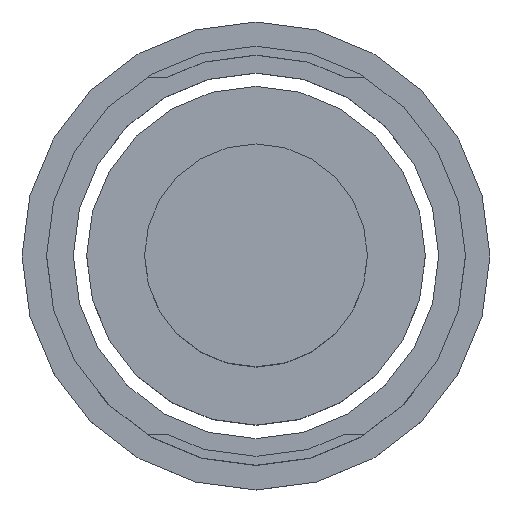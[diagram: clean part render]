
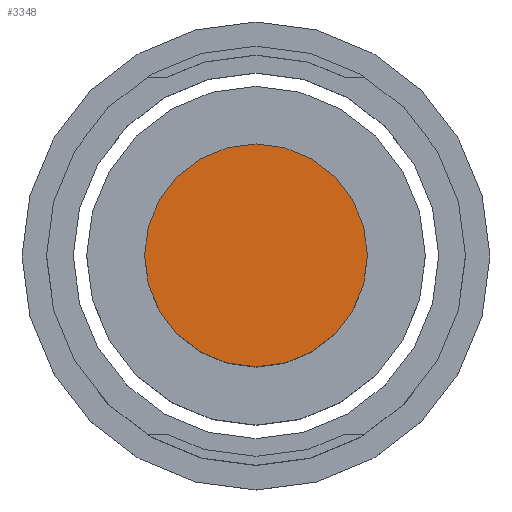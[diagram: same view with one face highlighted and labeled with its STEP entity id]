
A CAD part, top view. The second image highlights one B-rep face of the part: STEP entity #3348.
In plain terms, the highlighted planar face has unit normal (0, 0, 1).
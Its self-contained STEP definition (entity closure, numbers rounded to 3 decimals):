
#162=FACE_OUTER_BOUND('',#332,.T.);
#332=EDGE_LOOP('',(#2923,#2924,#2925,#2926,#2927,#2928,#2929,#2930,#2931,
#2932,#2933,#2934,#2935,#2936,#2937,#2938,#2939,#2940,#2941,#2942,#2943,
#2944,#2945,#2946));
#783=LINE('',#5230,#1257);
#784=LINE('',#5232,#1258);
#785=LINE('',#5234,#1259);
#786=LINE('',#5236,#1260);
#787=LINE('',#5238,#1261);
#788=LINE('',#5240,#1262);
#789=LINE('',#5242,#1263);
#790=LINE('',#5244,#1264);
#791=LINE('',#5246,#1265);
#792=LINE('',#5248,#1266);
#793=LINE('',#5250,#1267);
#794=LINE('',#5252,#1268);
#795=LINE('',#5254,#1269);
#796=LINE('',#5256,#1270);
#797=LINE('',#5258,#1271);
#798=LINE('',#5260,#1272);
#799=LINE('',#5262,#1273);
#800=LINE('',#5264,#1274);
#801=LINE('',#5266,#1275);
#802=LINE('',#5268,#1276);
#803=LINE('',#5270,#1277);
#804=LINE('',#5272,#1278);
#805=LINE('',#5274,#1279);
#806=LINE('',#5275,#1280);
#1257=VECTOR('',#4272,50.);
#1258=VECTOR('',#4273,50.);
#1259=VECTOR('',#4274,50.);
#1260=VECTOR('',#4275,50.);
#1261=VECTOR('',#4276,50.);
#1262=VECTOR('',#4277,50.);
#1263=VECTOR('',#4278,50.);
#1264=VECTOR('',#4279,50.);
#1265=VECTOR('',#4280,50.);
#1266=VECTOR('',#4281,50.);
#1267=VECTOR('',#4282,50.);
#1268=VECTOR('',#4283,50.);
#1269=VECTOR('',#4284,50.);
#1270=VECTOR('',#4285,50.);
#1271=VECTOR('',#4286,50.);
#1272=VECTOR('',#4287,50.);
#1273=VECTOR('',#4288,50.);
#1274=VECTOR('',#4289,50.);
#1275=VECTOR('',#4290,50.);
#1276=VECTOR('',#4291,50.);
#1277=VECTOR('',#4292,50.);
#1278=VECTOR('',#4293,50.);
#1279=VECTOR('',#4294,50.);
#1280=VECTOR('',#4295,50.);
#1597=VERTEX_POINT('',#5228);
#1598=VERTEX_POINT('',#5229);
#1599=VERTEX_POINT('',#5231);
#1600=VERTEX_POINT('',#5233);
#1601=VERTEX_POINT('',#5235);
#1602=VERTEX_POINT('',#5237);
#1603=VERTEX_POINT('',#5239);
#1604=VERTEX_POINT('',#5241);
#1605=VERTEX_POINT('',#5243);
#1606=VERTEX_POINT('',#5245);
#1607=VERTEX_POINT('',#5247);
#1608=VERTEX_POINT('',#5249);
#1609=VERTEX_POINT('',#5251);
#1610=VERTEX_POINT('',#5253);
#1611=VERTEX_POINT('',#5255);
#1612=VERTEX_POINT('',#5257);
#1613=VERTEX_POINT('',#5259);
#1614=VERTEX_POINT('',#5261);
#1615=VERTEX_POINT('',#5263);
#1616=VERTEX_POINT('',#5265);
#1617=VERTEX_POINT('',#5267);
#1618=VERTEX_POINT('',#5269);
#1619=VERTEX_POINT('',#5271);
#1620=VERTEX_POINT('',#5273);
#2047=EDGE_CURVE('',#1597,#1598,#783,.T.);
#2048=EDGE_CURVE('',#1599,#1597,#784,.T.);
#2049=EDGE_CURVE('',#1600,#1599,#785,.T.);
#2050=EDGE_CURVE('',#1601,#1600,#786,.T.);
#2051=EDGE_CURVE('',#1602,#1601,#787,.T.);
#2052=EDGE_CURVE('',#1603,#1602,#788,.T.);
#2053=EDGE_CURVE('',#1604,#1603,#789,.T.);
#2054=EDGE_CURVE('',#1605,#1604,#790,.T.);
#2055=EDGE_CURVE('',#1606,#1605,#791,.T.);
#2056=EDGE_CURVE('',#1607,#1606,#792,.T.);
#2057=EDGE_CURVE('',#1608,#1607,#793,.T.);
#2058=EDGE_CURVE('',#1609,#1608,#794,.T.);
#2059=EDGE_CURVE('',#1610,#1609,#795,.T.);
#2060=EDGE_CURVE('',#1611,#1610,#796,.T.);
#2061=EDGE_CURVE('',#1612,#1611,#797,.T.);
#2062=EDGE_CURVE('',#1613,#1612,#798,.T.);
#2063=EDGE_CURVE('',#1614,#1613,#799,.T.);
#2064=EDGE_CURVE('',#1615,#1614,#800,.T.);
#2065=EDGE_CURVE('',#1616,#1615,#801,.T.);
#2066=EDGE_CURVE('',#1617,#1616,#802,.T.);
#2067=EDGE_CURVE('',#1618,#1617,#803,.T.);
#2068=EDGE_CURVE('',#1619,#1618,#804,.T.);
#2069=EDGE_CURVE('',#1620,#1619,#805,.T.);
#2070=EDGE_CURVE('',#1598,#1620,#806,.T.);
#2923=ORIENTED_EDGE('',*,*,#2047,.F.);
#2924=ORIENTED_EDGE('',*,*,#2048,.F.);
#2925=ORIENTED_EDGE('',*,*,#2049,.F.);
#2926=ORIENTED_EDGE('',*,*,#2050,.F.);
#2927=ORIENTED_EDGE('',*,*,#2051,.F.);
#2928=ORIENTED_EDGE('',*,*,#2052,.F.);
#2929=ORIENTED_EDGE('',*,*,#2053,.F.);
#2930=ORIENTED_EDGE('',*,*,#2054,.F.);
#2931=ORIENTED_EDGE('',*,*,#2055,.F.);
#2932=ORIENTED_EDGE('',*,*,#2056,.F.);
#2933=ORIENTED_EDGE('',*,*,#2057,.F.);
#2934=ORIENTED_EDGE('',*,*,#2058,.F.);
#2935=ORIENTED_EDGE('',*,*,#2059,.F.);
#2936=ORIENTED_EDGE('',*,*,#2060,.F.);
#2937=ORIENTED_EDGE('',*,*,#2061,.F.);
#2938=ORIENTED_EDGE('',*,*,#2062,.F.);
#2939=ORIENTED_EDGE('',*,*,#2063,.F.);
#2940=ORIENTED_EDGE('',*,*,#2064,.F.);
#2941=ORIENTED_EDGE('',*,*,#2065,.F.);
#2942=ORIENTED_EDGE('',*,*,#2066,.F.);
#2943=ORIENTED_EDGE('',*,*,#2067,.F.);
#2944=ORIENTED_EDGE('',*,*,#2068,.F.);
#2945=ORIENTED_EDGE('',*,*,#2069,.F.);
#2946=ORIENTED_EDGE('',*,*,#2070,.F.);
#3183=PLANE('',#3537);
#3348=ADVANCED_FACE('',(#162),#3183,.F.);
#3537=AXIS2_PLACEMENT_3D('',#5227,#4270,#4271);
#4270=DIRECTION('center_axis',(0.,0.,-1.));
#4271=DIRECTION('ref_axis',(0.,1.,0.));
#4272=DIRECTION('',(0.131,-0.991,0.));
#4273=DIRECTION('',(0.383,-0.924,0.));
#4274=DIRECTION('',(0.609,-0.793,0.));
#4275=DIRECTION('',(0.793,-0.609,0.));
#4276=DIRECTION('',(0.924,-0.383,0.));
#4277=DIRECTION('',(0.991,-0.131,0.));
#4278=DIRECTION('',(0.991,0.131,0.));
#4279=DIRECTION('',(0.924,0.383,0.));
#4280=DIRECTION('',(0.793,0.609,0.));
#4281=DIRECTION('',(0.609,0.793,0.));
#4282=DIRECTION('',(0.383,0.924,0.));
#4283=DIRECTION('',(0.131,0.991,0.));
#4284=DIRECTION('',(-0.131,0.991,0.));
#4285=DIRECTION('',(-0.383,0.924,0.));
#4286=DIRECTION('',(-0.609,0.793,0.));
#4287=DIRECTION('',(-0.793,0.609,0.));
#4288=DIRECTION('',(-0.924,0.383,0.));
#4289=DIRECTION('',(-0.991,0.131,0.));
#4290=DIRECTION('',(-0.991,-0.131,0.));
#4291=DIRECTION('',(-0.924,-0.383,0.));
#4292=DIRECTION('',(-0.793,-0.609,0.));
#4293=DIRECTION('',(-0.609,-0.793,0.));
#4294=DIRECTION('',(-0.383,-0.924,0.));
#4295=DIRECTION('',(-0.131,-0.991,0.));
#5227=CARTESIAN_POINT('Origin',(-8.,0.,
75.));
#5228=CARTESIAN_POINT('',(16.148,6.47,75.));
#5229=CARTESIAN_POINT('',(17.,0.,75.));
#5230=CARTESIAN_POINT('',(16.148,6.47,75.));
#5231=CARTESIAN_POINT('',(13.651,12.5,75.));
#5232=CARTESIAN_POINT('',(13.651,12.5,75.));
#5233=CARTESIAN_POINT('',(9.678,17.678,75.));
#5234=CARTESIAN_POINT('',(9.678,17.678,75.));
#5235=CARTESIAN_POINT('',(4.5,21.651,75.));
#5236=CARTESIAN_POINT('',(4.5,21.651,75.));
#5237=CARTESIAN_POINT('',(-1.53,24.148,75.));
#5238=CARTESIAN_POINT('',(-1.53,24.148,75.));
#5239=CARTESIAN_POINT('',(-8.,25.,75.));
#5240=CARTESIAN_POINT('',(-8.,25.,75.));
#5241=CARTESIAN_POINT('',(-14.47,24.148,75.));
#5242=CARTESIAN_POINT('',(-14.47,24.148,75.));
#5243=CARTESIAN_POINT('',(-20.5,21.651,75.));
#5244=CARTESIAN_POINT('',(-20.5,21.651,75.));
#5245=CARTESIAN_POINT('',(-25.678,17.678,75.));
#5246=CARTESIAN_POINT('',(-25.678,17.678,75.));
#5247=CARTESIAN_POINT('',(-29.651,12.5,75.));
#5248=CARTESIAN_POINT('',(-29.651,12.5,75.));
#5249=CARTESIAN_POINT('',(-32.148,6.47,75.));
#5250=CARTESIAN_POINT('',(-32.148,6.47,75.));
#5251=CARTESIAN_POINT('',(-33.,0.,75.));
#5252=CARTESIAN_POINT('',(-33.,0.,75.));
#5253=CARTESIAN_POINT('',(-32.148,-6.47,75.));
#5254=CARTESIAN_POINT('',(-32.148,-6.47,75.));
#5255=CARTESIAN_POINT('',(-29.651,-12.5,75.));
#5256=CARTESIAN_POINT('',(-29.651,-12.5,75.));
#5257=CARTESIAN_POINT('',(-25.678,-17.678,75.));
#5258=CARTESIAN_POINT('',(-25.678,-17.678,75.));
#5259=CARTESIAN_POINT('',(-20.5,-21.651,75.));
#5260=CARTESIAN_POINT('',(-20.5,-21.651,75.));
#5261=CARTESIAN_POINT('',(-14.47,-24.148,75.));
#5262=CARTESIAN_POINT('',(-14.47,-24.148,75.));
#5263=CARTESIAN_POINT('',(-8.,-25.,75.));
#5264=CARTESIAN_POINT('',(-8.,-25.,75.));
#5265=CARTESIAN_POINT('',(-1.53,-24.148,75.));
#5266=CARTESIAN_POINT('',(-1.53,-24.148,75.));
#5267=CARTESIAN_POINT('',(4.5,-21.651,75.));
#5268=CARTESIAN_POINT('',(4.5,-21.651,75.));
#5269=CARTESIAN_POINT('',(9.678,-17.678,75.));
#5270=CARTESIAN_POINT('',(9.678,-17.678,75.));
#5271=CARTESIAN_POINT('',(13.651,-12.5,75.));
#5272=CARTESIAN_POINT('',(13.651,-12.5,75.));
#5273=CARTESIAN_POINT('',(16.148,-6.47,75.));
#5274=CARTESIAN_POINT('',(16.148,-6.47,75.));
#5275=CARTESIAN_POINT('',(17.,0.,75.));
